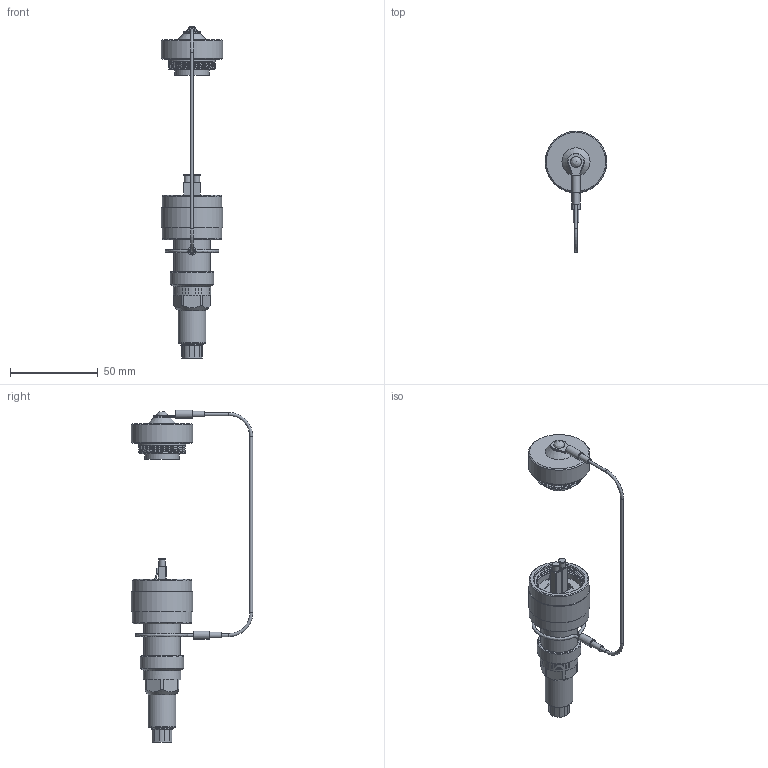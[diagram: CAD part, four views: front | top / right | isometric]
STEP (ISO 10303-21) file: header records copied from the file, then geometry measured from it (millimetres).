
FILE_DESCRIPTION (( 'STEP AP214' ), '1' );
FILE_NAME ('RLRB121L.STEP', '2018-04-03T18:44:06', ( '' ), ( '' ), 'SwSTEP 2.0', 'SolidWorks 2017', '' );
FILE_SCHEMA (( 'AUTOMOTIVE_DESIGN' ));
Length unit declared in the file: inch
Products named in the file (12): RLRB121LP-MA7_WITHOU BACK CLIP; RLRB121LP-MA6; RLRB121LP-MA5; RLRB121LP-MA4; RLRB121LP-MA3; RLRB121LP-MA2; RLRB121LP-MA1; RLRB121LP; RLRB121L; 3AB10-036; RLRP121L-MA1-LND; RLRP121LP-MA8
Assembly tree (13 placements, depth 2):
  RLRB121L
    RLRB121LP
    RLRB121LP-MA1
    RLRB121LP-MA2
    RLRB121LP-MA3
    RLRB121LP-MA4
    RLRB121LP-MA5
    RLRB121LP-MA6
    RLRB121LP-MA7_WITHOU BACK CLIP  x2
    RLRP121LP-MA8  x2
    RLRP121L-MA1-LND
    3AB10-036
Bounding box: 35.15 x 69.33 x 189.61 mm (x, y, z)
Volume: 38941.9 mm3; surface area: 32005.9 mm2
Topology: 16 solids, 16 shells, 414 faces, 915 edges, 568 vertices
Faces by surface type: cylinder 152, plane 148, cone 76, bspline 21, torus 9, sphere 8
Full cylindrical faces by diameter (mm): 1.27 x2, 1.524 x6, 1.702 x3, 2.017 x2, 2.286 x2, 3.048 x10, 3.302 x1, 3.381 x1, 3.428 x1, 3.429 x1, 3.556 x3, 4.115 x2, 4.58 x1, 4.699 x1, 8.992 x1, 9.144 x1, 10.414 x1, 10.49 x1, 11.532 x1, 13.081 x2, 13.716 x1, 15.037 x1, 15.088 x1, 15.24 x1, 15.748 x1, 15.875 x1, 16.205 x1, 16.383 x1, 17.78 x1, 19.177 x1
Entity records: 16466 total; most frequent: CARTESIAN_POINT 8018, DIRECTION 1434, ORIENTED_EDGE 1148, AXIS2_PLACEMENT_3D 634, EDGE_CURVE 574, EDGE_LOOP 510, VERTEX_POINT 424, FACE_OUTER_BOUND 406
